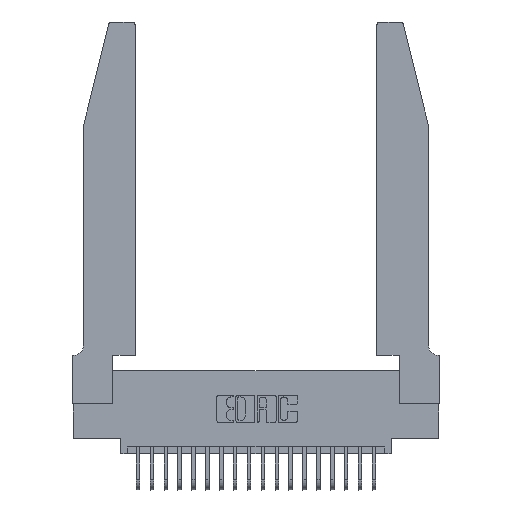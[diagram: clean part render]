
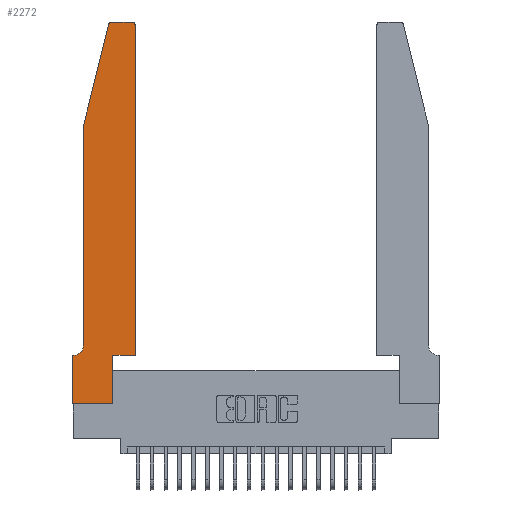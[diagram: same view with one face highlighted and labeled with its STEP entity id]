
A CAD part, top view. The second image highlights one B-rep face of the part: STEP entity #2272.
In plain terms, the highlighted planar face has unit normal (0, 0, 1).
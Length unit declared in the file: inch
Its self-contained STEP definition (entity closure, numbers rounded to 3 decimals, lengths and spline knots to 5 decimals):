
#262 = EDGE_CURVE ( 'NONE', #7915, #14595, #15784, .T. ) ;
#410 = DIRECTION ( 'NONE',  ( -1., 0., 0. ) ) ;
#524 = ORIENTED_EDGE ( 'NONE', *, *, #3422, .T. ) ;
#751 = VECTOR ( 'NONE', #23467, 39.37008 ) ;
#753 = DIRECTION ( 'NONE',  ( 1., 0., 0. ) ) ;
#1323 = VECTOR ( 'NONE', #16643, 39.37008 ) ;
#1371 = VECTOR ( 'NONE', #8771, 39.37008 ) ;
#1390 = CARTESIAN_POINT ( 'NONE',  ( 0.2605, 2.75, 0.37 ) ) ;
#1845 = CARTESIAN_POINT ( 'NONE',  ( 0.0755, 2., 0.37 ) ) ;
#1848 = CARTESIAN_POINT ( 'NONE',  ( 0.284, 2.72, 0.37 ) ) ;
#2218 = CARTESIAN_POINT ( 'NONE',  ( 0., 0., 0.37 ) ) ;
#2272 = ADVANCED_FACE ( 'NONE', ( #5858 ), #15075, .T. ) ;
#3046 = EDGE_CURVE ( 'NONE', #23537, #17033, #22602, .T. ) ;
#3342 = ORIENTED_EDGE ( 'NONE', *, *, #18039, .T. ) ;
#3348 = VERTEX_POINT ( 'NONE', #23733 ) ;
#3422 = EDGE_CURVE ( 'NONE', #18285, #19069, #5539, .T. ) ;
#3789 = DIRECTION ( 'NONE',  ( 0., -1., 0. ) ) ;
#3793 = DIRECTION ( 'NONE',  ( 1., 0., 0. ) ) ;
#4551 = VERTEX_POINT ( 'NONE', #16899 ) ;
#4595 = ORIENTED_EDGE ( 'NONE', *, *, #13828, .T. ) ;
#4614 = CARTESIAN_POINT ( 'NONE',  ( 0.0055, 0.42, 0.37 ) ) ;
#5539 = CIRCLE ( 'NONE', #20716, 0.07 ) ;
#5582 = CARTESIAN_POINT ( 'NONE',  ( 0.4505, 0.35, 0.37 ) ) ;
#5858 = FACE_OUTER_BOUND ( 'NONE', #22405, .T. ) ;
#6022 = ORIENTED_EDGE ( 'NONE', *, *, #15828, .T. ) ;
#6575 = LINE ( 'NONE', #17783, #1371 ) ;
#6606 = DIRECTION ( 'NONE',  ( -1., 0., 0. ) ) ;
#6618 = VERTEX_POINT ( 'NONE', #20751 ) ;
#6937 = ORIENTED_EDGE ( 'NONE', *, *, #262, .T. ) ;
#7755 = LINE ( 'NONE', #21862, #20988 ) ;
#7915 = VERTEX_POINT ( 'NONE', #8288 ) ;
#8053 = ORIENTED_EDGE ( 'NONE', *, *, #23329, .T. ) ;
#8109 = CIRCLE ( 'NONE', #20694, 0.03 ) ;
#8196 = ORIENTED_EDGE ( 'NONE', *, *, #18295, .T. ) ;
#8210 = CARTESIAN_POINT ( 'NONE',  ( 0.0055, 0.35, 0.37 ) ) ;
#8288 = CARTESIAN_POINT ( 'NONE',  ( 0., 0.35, 0.37 ) ) ;
#8300 = VECTOR ( 'NONE', #410, 39.37008 ) ;
#8415 = LINE ( 'NONE', #19467, #12704 ) ;
#8426 = LINE ( 'NONE', #14805, #17493 ) ;
#8771 = DIRECTION ( 'NONE',  ( -1., 0., 0. ) ) ;
#8976 = EDGE_CURVE ( 'NONE', #4551, #18285, #11528, .T. ) ;
#9352 = DIRECTION ( 'NONE',  ( 1., 0., 0. ) ) ;
#9512 = DIRECTION ( 'NONE',  ( 1., 0., 0. ) ) ;
#9721 = CARTESIAN_POINT ( 'NONE',  ( 0.4505, 2.72, 0.37 ) ) ;
#9924 = CARTESIAN_POINT ( 'NONE',  ( 0., 0., 0.37 ) ) ;
#10030 = ORIENTED_EDGE ( 'NONE', *, *, #18338, .T. ) ;
#10819 = VERTEX_POINT ( 'NONE', #9721 ) ;
#11528 = LINE ( 'NONE', #1845, #20997 ) ;
#11828 = VERTEX_POINT ( 'NONE', #20079 ) ;
#11847 = LINE ( 'NONE', #18690, #20758 ) ;
#12185 = DIRECTION ( 'NONE',  ( 0., 0., 1. ) ) ;
#12704 = VECTOR ( 'NONE', #21221, 39.37008 ) ;
#13383 = CARTESIAN_POINT ( 'NONE',  ( 0.284, 2.75, 0.37 ) ) ;
#13828 = EDGE_CURVE ( 'NONE', #6618, #14254, #8426, .T. ) ;
#14254 = VERTEX_POINT ( 'NONE', #19726 ) ;
#14595 = VERTEX_POINT ( 'NONE', #2218 ) ;
#14805 = CARTESIAN_POINT ( 'NONE',  ( 0.2865, 0.35, 0.37 ) ) ;
#14838 = EDGE_CURVE ( 'NONE', #19069, #7915, #6575, .T. ) ;
#14883 = DIRECTION ( 'NONE',  ( 0., 1., 0. ) ) ;
#15057 = DIRECTION ( 'NONE',  ( 0., 0., 1. ) ) ;
#15075 = PLANE ( 'NONE',  #20854 ) ;
#15777 = ORIENTED_EDGE ( 'NONE', *, *, #14838, .T. ) ;
#15784 = LINE ( 'NONE', #9924, #751 ) ;
#15828 = EDGE_CURVE ( 'NONE', #11828, #10819, #19881, .T. ) ;
#16643 = DIRECTION ( 'NONE',  ( 0., 1., 0. ) ) ;
#16899 = CARTESIAN_POINT ( 'NONE',  ( 0.0755, 2., 0.37 ) ) ;
#16929 = ORIENTED_EDGE ( 'NONE', *, *, #3046, .T. ) ;
#17033 = VERTEX_POINT ( 'NONE', #13383 ) ;
#17493 = VECTOR ( 'NONE', #14883, 39.37008 ) ;
#17556 = DIRECTION ( 'NONE',  ( 0., 0., -1. ) ) ;
#17783 = CARTESIAN_POINT ( 'NONE',  ( 0.0755, 0.35, 0.37 ) ) ;
#17836 = ORIENTED_EDGE ( 'NONE', *, *, #8976, .T. ) ;
#18039 = EDGE_CURVE ( 'NONE', #3348, #4551, #8415, .T. ) ;
#18285 = VERTEX_POINT ( 'NONE', #18536 ) ;
#18295 = EDGE_CURVE ( 'NONE', #17033, #3348, #8109, .T. ) ;
#18338 = EDGE_CURVE ( 'NONE', #14595, #6618, #11847, .T. ) ;
#18536 = CARTESIAN_POINT ( 'NONE',  ( 0.0755, 0.42, 0.37 ) ) ;
#18690 = CARTESIAN_POINT ( 'NONE',  ( 0., 0., 0.37 ) ) ;
#19069 = VERTEX_POINT ( 'NONE', #8210 ) ;
#19453 = EDGE_CURVE ( 'NONE', #14254, #11828, #7755, .T. ) ;
#19467 = CARTESIAN_POINT ( 'NONE',  ( 0.0755, 2., 0.37 ) ) ;
#19726 = CARTESIAN_POINT ( 'NONE',  ( 0.2865, 0.35, 0.37 ) ) ;
#19881 = LINE ( 'NONE', #5582, #1323 ) ;
#20079 = CARTESIAN_POINT ( 'NONE',  ( 0.4505, 0.35, 0.37 ) ) ;
#20092 = ORIENTED_EDGE ( 'NONE', *, *, #19453, .T. ) ;
#20442 = DIRECTION ( 'NONE',  ( 1., 0., 0. ) ) ;
#20694 = AXIS2_PLACEMENT_3D ( 'NONE', #1848, #15057, #3793 ) ;
#20716 = AXIS2_PLACEMENT_3D ( 'NONE', #4614, #17556, #6606 ) ;
#20751 = CARTESIAN_POINT ( 'NONE',  ( 0.2865, 0., 0.37 ) ) ;
#20758 = VECTOR ( 'NONE', #20442, 39.37008 ) ;
#20854 = AXIS2_PLACEMENT_3D ( 'NONE', #21808, #21346, #9512 ) ;
#20972 = CIRCLE ( 'NONE', #23126, 0.03 ) ;
#20988 = VECTOR ( 'NONE', #9352, 39.37008 ) ;
#20997 = VECTOR ( 'NONE', #3789, 39.37008 ) ;
#21221 = DIRECTION ( 'NONE',  ( -0.239, -0.971, 0. ) ) ;
#21346 = DIRECTION ( 'NONE',  ( 0., 0., 1. ) ) ;
#21808 = CARTESIAN_POINT ( 'NONE',  ( 0., 0.35, 0.37 ) ) ;
#21862 = CARTESIAN_POINT ( 'NONE',  ( 0.4505, 0.35, 0.37 ) ) ;
#22405 = EDGE_LOOP ( 'NONE', ( #16929, #8196, #3342, #17836, #524, #15777, #6937, #10030, #4595, #20092, #6022, #8053 ) ) ;
#22602 = LINE ( 'NONE', #1390, #8300 ) ;
#22841 = CARTESIAN_POINT ( 'NONE',  ( 0.4205, 2.72, 0.37 ) ) ;
#23126 = AXIS2_PLACEMENT_3D ( 'NONE', #22841, #12185, #753 ) ;
#23329 = EDGE_CURVE ( 'NONE', #10819, #23537, #20972, .T. ) ;
#23467 = DIRECTION ( 'NONE',  ( 0., -1., 0. ) ) ;
#23530 = CARTESIAN_POINT ( 'NONE',  ( 0.4205, 2.75, 0.37 ) ) ;
#23537 = VERTEX_POINT ( 'NONE', #23530 ) ;
#23733 = CARTESIAN_POINT ( 'NONE',  ( 0.25487, 2.72718, 0.37 ) ) ;
